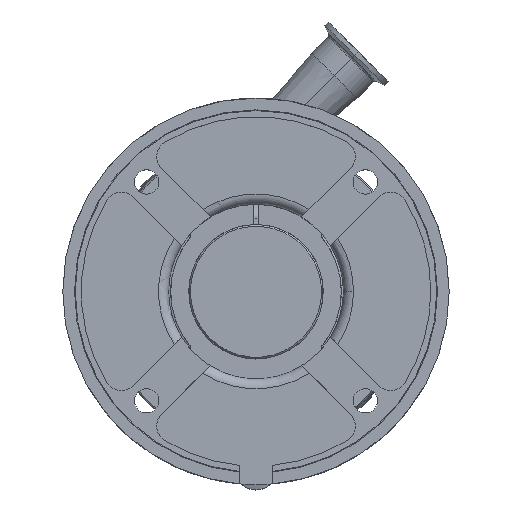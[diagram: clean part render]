
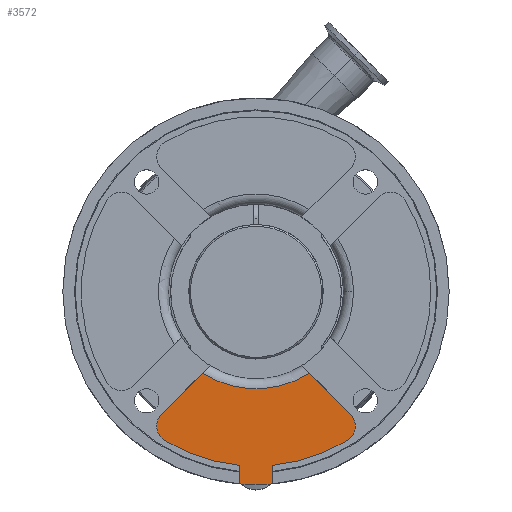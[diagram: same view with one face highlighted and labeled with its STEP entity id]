
A CAD part, top view. The second image highlights one B-rep face of the part: STEP entity #3572.
In plain terms, the highlighted planar face has unit normal (0, 0, 1).
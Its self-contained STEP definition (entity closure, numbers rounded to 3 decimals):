
#181 = DIRECTION ( 'NONE',  ( 1., 0., 0. ) ) ;
#236 = VERTEX_POINT ( 'NONE', #11891 ) ;
#302 = VECTOR ( 'NONE', #11826, 1000. ) ;
#712 = DIRECTION ( 'NONE',  ( -0.707, -0.707, 0. ) ) ;
#884 = VERTEX_POINT ( 'NONE', #10391 ) ;
#983 = VECTOR ( 'NONE', #712, 1000. ) ;
#1092 = ORIENTED_EDGE ( 'NONE', *, *, #10323, .T. ) ;
#1526 = AXIS2_PLACEMENT_3D ( 'NONE', #5937, #9184, #7243 ) ;
#1651 = DIRECTION ( 'NONE',  ( 1., 0., 0. ) ) ;
#1684 = CARTESIAN_POINT ( 'NONE',  ( 9.75, -114.586, -12. ) ) ;
#1842 = DIRECTION ( 'NONE',  ( -1., 0., 0. ) ) ;
#1884 = VERTEX_POINT ( 'NONE', #8071 ) ;
#1907 = AXIS2_PLACEMENT_3D ( 'NONE', #6944, #5075, #1842 ) ;
#2095 = CARTESIAN_POINT ( 'NONE',  ( -9.75, -114.586, -12. ) ) ;
#2155 = ORIENTED_EDGE ( 'NONE', *, *, #7285, .F. ) ;
#2305 = EDGE_CURVE ( 'NONE', #1884, #5234, #3878, .T. ) ;
#2528 = CIRCLE ( 'NONE', #13142, 58. ) ;
#2682 = ORIENTED_EDGE ( 'NONE', *, *, #12293, .T. ) ;
#2717 = VERTEX_POINT ( 'NONE', #2722 ) ;
#2722 = CARTESIAN_POINT ( 'NONE',  ( -54.285, -88.708, -12. ) ) ;
#2768 = DIRECTION ( 'NONE',  ( 1., 0., 0. ) ) ;
#3085 = CARTESIAN_POINT ( 'NONE',  ( 9.75, -103.542, -12. ) ) ;
#3572 = ADVANCED_FACE ( 'NONE', ( #5909 ), #7014, .T. ) ;
#3599 = CARTESIAN_POINT ( 'NONE',  ( -31.64, -48.61, -12. ) ) ;
#3630 = VERTEX_POINT ( 'NONE', #13609 ) ;
#3700 = EDGE_CURVE ( 'NONE', #236, #2717, #5425, .T. ) ;
#3878 = CIRCLE ( 'NONE', #8507, 104. ) ;
#3906 = CARTESIAN_POINT ( 'NONE',  ( -9.75, -114.586, -12. ) ) ;
#4413 = VECTOR ( 'NONE', #12446, 1000. ) ;
#4778 = VERTEX_POINT ( 'NONE', #2095 ) ;
#4912 = LINE ( 'NONE', #8222, #983 ) ;
#5075 = DIRECTION ( 'NONE',  ( 0., 0., 1. ) ) ;
#5095 = EDGE_CURVE ( 'NONE', #884, #7054, #7457, .T. ) ;
#5164 = CARTESIAN_POINT ( 'NONE',  ( 56.137, -73.107, -12. ) ) ;
#5234 = VERTEX_POINT ( 'NONE', #11700 ) ;
#5310 = CARTESIAN_POINT ( 'NONE',  ( 31.64, -48.61, -12. ) ) ;
#5425 = CIRCLE ( 'NONE', #6098, 10. ) ;
#5432 = EDGE_CURVE ( 'NONE', #5234, #884, #11473, .T. ) ;
#5545 = EDGE_CURVE ( 'NONE', #7054, #11708, #9097, .T. ) ;
#5583 = CARTESIAN_POINT ( 'NONE',  ( 49.066, -80.178, -12. ) ) ;
#5663 = DIRECTION ( 'NONE',  ( 1., 0., 0. ) ) ;
#5909 = FACE_OUTER_BOUND ( 'NONE', #5910, .T. ) ;
#5910 = EDGE_LOOP ( 'NONE', ( #12989, #1092, #2682, #7116, #7472, #5947, #2155, #8255, #6069, #9260, #9518 ) ) ;
#5937 = CARTESIAN_POINT ( 'NONE',  ( 49.066, -80.178, -12. ) ) ;
#5947 = ORIENTED_EDGE ( 'NONE', *, *, #12994, .F. ) ;
#6069 = ORIENTED_EDGE ( 'NONE', *, *, #2305, .T. ) ;
#6098 = AXIS2_PLACEMENT_3D ( 'NONE', #12570, #6453, #6327 ) ;
#6327 = DIRECTION ( 'NONE',  ( -1., 0., 0. ) ) ;
#6453 = DIRECTION ( 'NONE',  ( 0., 0., 1. ) ) ;
#6944 = CARTESIAN_POINT ( 'NONE',  ( 0., 0., -12. ) ) ;
#7014 = PLANE ( 'NONE',  #1907 ) ;
#7054 = VERTEX_POINT ( 'NONE', #5164 ) ;
#7116 = ORIENTED_EDGE ( 'NONE', *, *, #3700, .T. ) ;
#7243 = DIRECTION ( 'NONE',  ( 1., 0., 0. ) ) ;
#7252 = AXIS2_PLACEMENT_3D ( 'NONE', #5583, #13011, #12944 ) ;
#7285 = EDGE_CURVE ( 'NONE', #13338, #4778, #11994, .T. ) ;
#7457 = CIRCLE ( 'NONE', #1526, 10. ) ;
#7472 = ORIENTED_EDGE ( 'NONE', *, *, #10126, .T. ) ;
#7771 = EDGE_CURVE ( 'NONE', #1884, #13338, #9443, .T. ) ;
#7846 = CARTESIAN_POINT ( 'NONE',  ( 0., 0., -12. ) ) ;
#8014 = CARTESIAN_POINT ( 'NONE',  ( 0., 0., -12. ) ) ;
#8071 = CARTESIAN_POINT ( 'NONE',  ( 9.75, -103.542, -12. ) ) ;
#8222 = CARTESIAN_POINT ( 'NONE',  ( -56.137, -73.107, -12. ) ) ;
#8255 = ORIENTED_EDGE ( 'NONE', *, *, #7771, .F. ) ;
#8349 = VECTOR ( 'NONE', #13324, 1000. ) ;
#8507 = AXIS2_PLACEMENT_3D ( 'NONE', #7846, #12105, #1651 ) ;
#9072 = LINE ( 'NONE', #3906, #8349 ) ;
#9097 = LINE ( 'NONE', #13277, #4413 ) ;
#9184 = DIRECTION ( 'NONE',  ( 0., 0., 1. ) ) ;
#9260 = ORIENTED_EDGE ( 'NONE', *, *, #5432, .T. ) ;
#9309 = AXIS2_PLACEMENT_3D ( 'NONE', #9904, #9635, #181 ) ;
#9443 = LINE ( 'NONE', #3085, #302 ) ;
#9518 = ORIENTED_EDGE ( 'NONE', *, *, #5095, .T. ) ;
#9635 = DIRECTION ( 'NONE',  ( 0., 0., -1. ) ) ;
#9904 = CARTESIAN_POINT ( 'NONE',  ( 0., 0., -12. ) ) ;
#10126 = EDGE_CURVE ( 'NONE', #2717, #3630, #12048, .T. ) ;
#10323 = EDGE_CURVE ( 'NONE', #11708, #11549, #2528, .T. ) ;
#10391 = CARTESIAN_POINT ( 'NONE',  ( 59.066, -80.178, -12. ) ) ;
#10484 = AXIS2_PLACEMENT_3D ( 'NONE', #8014, #12269, #2768 ) ;
#10854 = DIRECTION ( 'NONE',  ( 0., 0., -1. ) ) ;
#11473 = CIRCLE ( 'NONE', #7252, 10. ) ;
#11549 = VERTEX_POINT ( 'NONE', #3599 ) ;
#11700 = CARTESIAN_POINT ( 'NONE',  ( 54.285, -88.708, -12. ) ) ;
#11708 = VERTEX_POINT ( 'NONE', #5310 ) ;
#11826 = DIRECTION ( 'NONE',  ( 0., -1., 0. ) ) ;
#11891 = CARTESIAN_POINT ( 'NONE',  ( -56.137, -73.107, -12. ) ) ;
#11994 = CIRCLE ( 'NONE', #9309, 115. ) ;
#12048 = CIRCLE ( 'NONE', #10484, 104. ) ;
#12105 = DIRECTION ( 'NONE',  ( 0., 0., 1. ) ) ;
#12269 = DIRECTION ( 'NONE',  ( 0., 0., 1. ) ) ;
#12293 = EDGE_CURVE ( 'NONE', #11549, #236, #4912, .T. ) ;
#12446 = DIRECTION ( 'NONE',  ( -0.707, 0.707, 0. ) ) ;
#12570 = CARTESIAN_POINT ( 'NONE',  ( -49.066, -80.178, -12. ) ) ;
#12877 = CARTESIAN_POINT ( 'NONE',  ( 0., 0., -12. ) ) ;
#12944 = DIRECTION ( 'NONE',  ( 1., 0., 0. ) ) ;
#12989 = ORIENTED_EDGE ( 'NONE', *, *, #5545, .T. ) ;
#12994 = EDGE_CURVE ( 'NONE', #4778, #3630, #9072, .T. ) ;
#13011 = DIRECTION ( 'NONE',  ( 0., 0., 1. ) ) ;
#13142 = AXIS2_PLACEMENT_3D ( 'NONE', #12877, #10854, #5663 ) ;
#13277 = CARTESIAN_POINT ( 'NONE',  ( 27.292, -44.262, -12. ) ) ;
#13324 = DIRECTION ( 'NONE',  ( 0., 1., 0. ) ) ;
#13338 = VERTEX_POINT ( 'NONE', #1684 ) ;
#13609 = CARTESIAN_POINT ( 'NONE',  ( -9.75, -103.542, -12. ) ) ;
